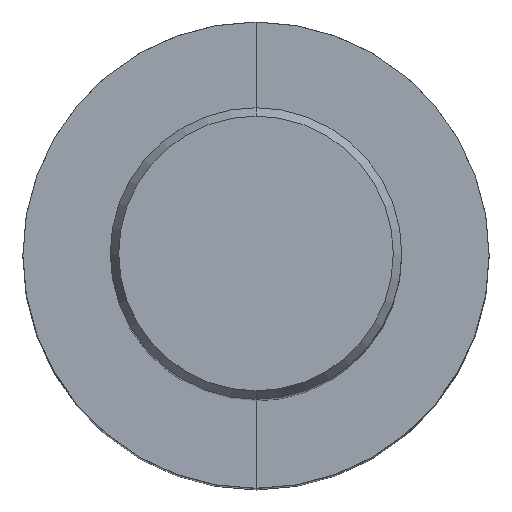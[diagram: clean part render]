
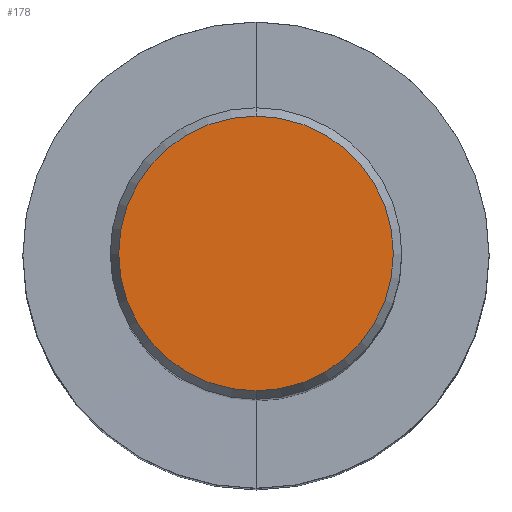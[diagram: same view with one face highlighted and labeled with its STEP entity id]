
A CAD part, top view. The second image highlights one B-rep face of the part: STEP entity #178.
In plain terms, the highlighted planar face has unit normal (0, 0, 1).
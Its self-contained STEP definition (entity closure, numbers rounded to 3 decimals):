
#120=EDGE_CURVE('',#212,#256,#299,.T.);
#178=ADVANCED_FACE('',(#367),#368,.T.);
#188=EDGE_CURVE('',#256,#212,#380,.T.);
#212=VERTEX_POINT('',#406);
#256=VERTEX_POINT('',#455);
#299=CIRCLE('',#491,7.479);
#367=FACE_OUTER_BOUND('',#572,.T.);
#368=PLANE('',#573);
#380=CIRCLE('',#589,7.479);
#406=CARTESIAN_POINT('',(0.,-7.479,0.01));
#455=CARTESIAN_POINT('',(0.0,7.479,0.01));
#491=AXIS2_PLACEMENT_3D('',#724,#725,#726);
#572=EDGE_LOOP('',(#818,#819));
#573=AXIS2_PLACEMENT_3D('',#820,#821,#822);
#589=AXIS2_PLACEMENT_3D('',#843,#844,#845);
#724=CARTESIAN_POINT('',(0.0,0.0,0.01));
#725=DIRECTION('',(0.0,0.0,-1.0));
#726=DIRECTION('',(0.0,1.0,0.0));
#818=ORIENTED_EDGE('',*,*,#188,.F.);
#819=ORIENTED_EDGE('',*,*,#120,.F.);
#820=CARTESIAN_POINT('',(0.0,3.74,0.01));
#821=DIRECTION('',(-0.0,0.0,1.0));
#822=DIRECTION('',(0.0,-1.0,0.0));
#843=CARTESIAN_POINT('',(0.0,0.0,0.01));
#844=DIRECTION('',(0.0,0.0,-1.0));
#845=DIRECTION('',(0.0,1.0,0.0));
